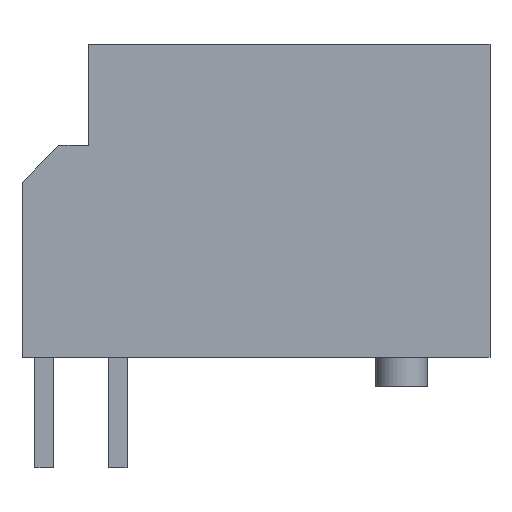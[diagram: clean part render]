
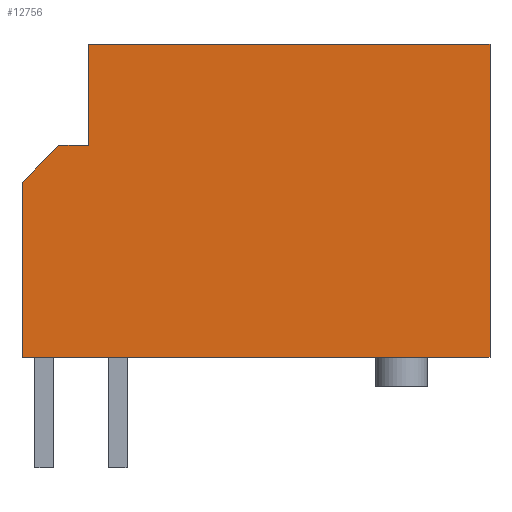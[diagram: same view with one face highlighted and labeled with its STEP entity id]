
A CAD part, left-side view. The second image highlights one B-rep face of the part: STEP entity #12756.
In plain terms, the highlighted planar face has unit normal (-1, 0, 0).
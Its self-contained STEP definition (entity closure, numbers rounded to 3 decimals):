
#2938 = PLANE('',#2939);
#2939 = AXIS2_PLACEMENT_3D('',#2940,#2941,#2942);
#2940 = CARTESIAN_POINT('',(-2.,-12.1,0.));
#2941 = DIRECTION('',(0.,0.,1.));
#2942 = DIRECTION('',(0.,1.,0.));
#6434 = VERTEX_POINT('',#6435);
#6435 = CARTESIAN_POINT('',(-2.,-12.1,0.));
#6449 = PLANE('',#6450);
#6450 = AXIS2_PLACEMENT_3D('',#6451,#6452,#6453);
#6451 = CARTESIAN_POINT('',(-2.,-12.1,8.5));
#6452 = DIRECTION('',(0.,1.,0.));
#6453 = DIRECTION('',(0.,0.,-1.));
#6461 = EDGE_CURVE('',#6462,#6434,#6464,.T.);
#6462 = VERTEX_POINT('',#6463);
#6463 = CARTESIAN_POINT('',(-2.,0.6,0.));
#6464 = SURFACE_CURVE('',#6465,(#6469,#6476),.PCURVE_S1.);
#6465 = LINE('',#6466,#6467);
#6466 = CARTESIAN_POINT('',(-2.,-12.1,0.));
#6467 = VECTOR('',#6468,1.);
#6468 = DIRECTION('',(0.,-1.,0.));
#6469 = PCURVE('',#2938,#6470);
#6470 = DEFINITIONAL_REPRESENTATION('',(#6471),#6475);
#6471 = LINE('',#6472,#6473);
#6472 = CARTESIAN_POINT('',(0.,0.));
#6473 = VECTOR('',#6474,1.);
#6474 = DIRECTION('',(-1.,0.));
#6475 = ( GEOMETRIC_REPRESENTATION_CONTEXT(2) 
PARAMETRIC_REPRESENTATION_CONTEXT() REPRESENTATION_CONTEXT('2D SPACE',''
  ) );
#6476 = PCURVE('',#6477,#6482);
#6477 = PLANE('',#6478);
#6478 = AXIS2_PLACEMENT_3D('',#6479,#6480,#6481);
#6479 = CARTESIAN_POINT('',(-2.,0.6,8.5));
#6480 = DIRECTION('',(-1.,0.,0.));
#6481 = DIRECTION('',(0.,0.,-1.));
#6482 = DEFINITIONAL_REPRESENTATION('',(#6483),#6487);
#6483 = LINE('',#6484,#6485);
#6484 = CARTESIAN_POINT('',(8.5,12.7));
#6485 = VECTOR('',#6486,1.);
#6486 = DIRECTION('',(0.,1.));
#6487 = ( GEOMETRIC_REPRESENTATION_CONTEXT(2) 
PARAMETRIC_REPRESENTATION_CONTEXT() REPRESENTATION_CONTEXT('2D SPACE',''
  ) );
#6505 = PLANE('',#6506);
#6506 = AXIS2_PLACEMENT_3D('',#6507,#6508,#6509);
#6507 = CARTESIAN_POINT('',(-2.,0.6,4.75));
#6508 = DIRECTION('',(0.,-1.,0.));
#6509 = DIRECTION('',(0.,0.,1.));
#8995 = PLANE('',#8996);
#8996 = AXIS2_PLACEMENT_3D('',#8997,#8998,#8999);
#8997 = CARTESIAN_POINT('',(-2.,-1.2,5.75));
#8998 = DIRECTION('',(0.,-1.,0.));
#8999 = DIRECTION('',(0.,0.,1.));
#10660 = PLANE('',#10661);
#10661 = AXIS2_PLACEMENT_3D('',#10662,#10663,#10664);
#10662 = CARTESIAN_POINT('',(-2.,0.6,4.75));
#10663 = DIRECTION('',(0.,-0.707,
    -0.707));
#10664 = DIRECTION('',(0.,-0.707,
    0.707));
#10688 = PLANE('',#10689);
#10689 = AXIS2_PLACEMENT_3D('',#10690,#10691,#10692);
#10690 = CARTESIAN_POINT('',(-2.,-0.4,5.75));
#10691 = DIRECTION('',(0.,0.,-1.));
#10692 = DIRECTION('',(0.,-1.,0.));
#12084 = PLANE('',#12085);
#12085 = AXIS2_PLACEMENT_3D('',#12086,#12087,#12088);
#12086 = CARTESIAN_POINT('',(-2.,-12.1,8.5));
#12087 = DIRECTION('',(0.,0.,-1.));
#12088 = DIRECTION('',(0.,-1.,0.));
#12399 = VERTEX_POINT('',#12400);
#12400 = CARTESIAN_POINT('',(-2.,0.6,4.75));
#12423 = EDGE_CURVE('',#12399,#6462,#12424,.T.);
#12424 = SURFACE_CURVE('',#12425,(#12429,#12436),.PCURVE_S1.);
#12425 = LINE('',#12426,#12427);
#12426 = CARTESIAN_POINT('',(-2.,0.6,4.75));
#12427 = VECTOR('',#12428,1.);
#12428 = DIRECTION('',(0.,0.,-1.));
#12429 = PCURVE('',#6505,#12430);
#12430 = DEFINITIONAL_REPRESENTATION('',(#12431),#12435);
#12431 = LINE('',#12432,#12433);
#12432 = CARTESIAN_POINT('',(0.,0.));
#12433 = VECTOR('',#12434,1.);
#12434 = DIRECTION('',(-1.,0.));
#12435 = ( GEOMETRIC_REPRESENTATION_CONTEXT(2) 
PARAMETRIC_REPRESENTATION_CONTEXT() REPRESENTATION_CONTEXT('2D SPACE',''
  ) );
#12436 = PCURVE('',#6477,#12437);
#12437 = DEFINITIONAL_REPRESENTATION('',(#12438),#12442);
#12438 = LINE('',#12439,#12440);
#12439 = CARTESIAN_POINT('',(3.75,0.));
#12440 = VECTOR('',#12441,1.);
#12441 = DIRECTION('',(1.,0.));
#12442 = ( GEOMETRIC_REPRESENTATION_CONTEXT(2) 
PARAMETRIC_REPRESENTATION_CONTEXT() REPRESENTATION_CONTEXT('2D SPACE',''
  ) );
#12506 = VERTEX_POINT('',#12507);
#12507 = CARTESIAN_POINT('',(-2.,-12.1,8.5));
#12528 = EDGE_CURVE('',#6434,#12506,#12529,.T.);
#12529 = SURFACE_CURVE('',#12530,(#12534,#12541),.PCURVE_S1.);
#12530 = LINE('',#12531,#12532);
#12531 = CARTESIAN_POINT('',(-2.,-12.1,8.5));
#12532 = VECTOR('',#12533,1.);
#12533 = DIRECTION('',(0.,0.,1.));
#12534 = PCURVE('',#6449,#12535);
#12535 = DEFINITIONAL_REPRESENTATION('',(#12536),#12540);
#12536 = LINE('',#12537,#12538);
#12537 = CARTESIAN_POINT('',(0.,0.));
#12538 = VECTOR('',#12539,1.);
#12539 = DIRECTION('',(-1.,0.));
#12540 = ( GEOMETRIC_REPRESENTATION_CONTEXT(2) 
PARAMETRIC_REPRESENTATION_CONTEXT() REPRESENTATION_CONTEXT('2D SPACE',''
  ) );
#12541 = PCURVE('',#6477,#12542);
#12542 = DEFINITIONAL_REPRESENTATION('',(#12543),#12547);
#12543 = LINE('',#12544,#12545);
#12544 = CARTESIAN_POINT('',(0.,12.7));
#12545 = VECTOR('',#12546,1.);
#12546 = DIRECTION('',(-1.,0.));
#12547 = ( GEOMETRIC_REPRESENTATION_CONTEXT(2) 
PARAMETRIC_REPRESENTATION_CONTEXT() REPRESENTATION_CONTEXT('2D SPACE',''
  ) );
#12756 = ADVANCED_FACE('',(#12757),#6477,.T.);
#12757 = FACE_BOUND('',#12758,.T.);
#12758 = EDGE_LOOP('',(#12759,#12782,#12805,#12828,#12849,#12850,#12851)
  );
#12759 = ORIENTED_EDGE('',*,*,#12760,.T.);
#12760 = EDGE_CURVE('',#12506,#12761,#12763,.T.);
#12761 = VERTEX_POINT('',#12762);
#12762 = CARTESIAN_POINT('',(-2.,-1.2,8.5));
#12763 = SURFACE_CURVE('',#12764,(#12768,#12775),.PCURVE_S1.);
#12764 = LINE('',#12765,#12766);
#12765 = CARTESIAN_POINT('',(-2.,-12.1,8.5));
#12766 = VECTOR('',#12767,1.);
#12767 = DIRECTION('',(0.,1.,0.));
#12768 = PCURVE('',#6477,#12769);
#12769 = DEFINITIONAL_REPRESENTATION('',(#12770),#12774);
#12770 = LINE('',#12771,#12772);
#12771 = CARTESIAN_POINT('',(0.,12.7));
#12772 = VECTOR('',#12773,1.);
#12773 = DIRECTION('',(0.,-1.));
#12774 = ( GEOMETRIC_REPRESENTATION_CONTEXT(2) 
PARAMETRIC_REPRESENTATION_CONTEXT() REPRESENTATION_CONTEXT('2D SPACE',''
  ) );
#12775 = PCURVE('',#12084,#12776);
#12776 = DEFINITIONAL_REPRESENTATION('',(#12777),#12781);
#12777 = LINE('',#12778,#12779);
#12778 = CARTESIAN_POINT('',(0.,0.));
#12779 = VECTOR('',#12780,1.);
#12780 = DIRECTION('',(-1.,0.));
#12781 = ( GEOMETRIC_REPRESENTATION_CONTEXT(2) 
PARAMETRIC_REPRESENTATION_CONTEXT() REPRESENTATION_CONTEXT('2D SPACE',''
  ) );
#12782 = ORIENTED_EDGE('',*,*,#12783,.T.);
#12783 = EDGE_CURVE('',#12761,#12784,#12786,.T.);
#12784 = VERTEX_POINT('',#12785);
#12785 = CARTESIAN_POINT('',(-2.,-1.2,5.75));
#12786 = SURFACE_CURVE('',#12787,(#12791,#12798),.PCURVE_S1.);
#12787 = LINE('',#12788,#12789);
#12788 = CARTESIAN_POINT('',(-2.,-1.2,5.75));
#12789 = VECTOR('',#12790,1.);
#12790 = DIRECTION('',(0.,0.,-1.));
#12791 = PCURVE('',#6477,#12792);
#12792 = DEFINITIONAL_REPRESENTATION('',(#12793),#12797);
#12793 = LINE('',#12794,#12795);
#12794 = CARTESIAN_POINT('',(2.75,1.8));
#12795 = VECTOR('',#12796,1.);
#12796 = DIRECTION('',(1.,0.));
#12797 = ( GEOMETRIC_REPRESENTATION_CONTEXT(2) 
PARAMETRIC_REPRESENTATION_CONTEXT() REPRESENTATION_CONTEXT('2D SPACE',''
  ) );
#12798 = PCURVE('',#8995,#12799);
#12799 = DEFINITIONAL_REPRESENTATION('',(#12800),#12804);
#12800 = LINE('',#12801,#12802);
#12801 = CARTESIAN_POINT('',(0.,0.));
#12802 = VECTOR('',#12803,1.);
#12803 = DIRECTION('',(-1.,0.));
#12804 = ( GEOMETRIC_REPRESENTATION_CONTEXT(2) 
PARAMETRIC_REPRESENTATION_CONTEXT() REPRESENTATION_CONTEXT('2D SPACE',''
  ) );
#12805 = ORIENTED_EDGE('',*,*,#12806,.T.);
#12806 = EDGE_CURVE('',#12784,#12807,#12809,.T.);
#12807 = VERTEX_POINT('',#12808);
#12808 = CARTESIAN_POINT('',(-2.,-0.4,5.75));
#12809 = SURFACE_CURVE('',#12810,(#12814,#12821),.PCURVE_S1.);
#12810 = LINE('',#12811,#12812);
#12811 = CARTESIAN_POINT('',(-2.,-0.4,5.75));
#12812 = VECTOR('',#12813,1.);
#12813 = DIRECTION('',(0.,1.,0.));
#12814 = PCURVE('',#6477,#12815);
#12815 = DEFINITIONAL_REPRESENTATION('',(#12816),#12820);
#12816 = LINE('',#12817,#12818);
#12817 = CARTESIAN_POINT('',(2.75,1.));
#12818 = VECTOR('',#12819,1.);
#12819 = DIRECTION('',(0.,-1.));
#12820 = ( GEOMETRIC_REPRESENTATION_CONTEXT(2) 
PARAMETRIC_REPRESENTATION_CONTEXT() REPRESENTATION_CONTEXT('2D SPACE',''
  ) );
#12821 = PCURVE('',#10688,#12822);
#12822 = DEFINITIONAL_REPRESENTATION('',(#12823),#12827);
#12823 = LINE('',#12824,#12825);
#12824 = CARTESIAN_POINT('',(0.,0.));
#12825 = VECTOR('',#12826,1.);
#12826 = DIRECTION('',(-1.,0.));
#12827 = ( GEOMETRIC_REPRESENTATION_CONTEXT(2) 
PARAMETRIC_REPRESENTATION_CONTEXT() REPRESENTATION_CONTEXT('2D SPACE',''
  ) );
#12828 = ORIENTED_EDGE('',*,*,#12829,.T.);
#12829 = EDGE_CURVE('',#12807,#12399,#12830,.T.);
#12830 = SURFACE_CURVE('',#12831,(#12835,#12842),.PCURVE_S1.);
#12831 = LINE('',#12832,#12833);
#12832 = CARTESIAN_POINT('',(-2.,0.6,4.75));
#12833 = VECTOR('',#12834,1.);
#12834 = DIRECTION('',(0.,0.707,
    -0.707));
#12835 = PCURVE('',#6477,#12836);
#12836 = DEFINITIONAL_REPRESENTATION('',(#12837),#12841);
#12837 = LINE('',#12838,#12839);
#12838 = CARTESIAN_POINT('',(3.75,0.));
#12839 = VECTOR('',#12840,1.);
#12840 = DIRECTION('',(0.707,-0.707));
#12841 = ( GEOMETRIC_REPRESENTATION_CONTEXT(2) 
PARAMETRIC_REPRESENTATION_CONTEXT() REPRESENTATION_CONTEXT('2D SPACE',''
  ) );
#12842 = PCURVE('',#10660,#12843);
#12843 = DEFINITIONAL_REPRESENTATION('',(#12844),#12848);
#12844 = LINE('',#12845,#12846);
#12845 = CARTESIAN_POINT('',(0.,0.));
#12846 = VECTOR('',#12847,1.);
#12847 = DIRECTION('',(-1.,0.));
#12848 = ( GEOMETRIC_REPRESENTATION_CONTEXT(2) 
PARAMETRIC_REPRESENTATION_CONTEXT() REPRESENTATION_CONTEXT('2D SPACE',''
  ) );
#12849 = ORIENTED_EDGE('',*,*,#12423,.T.);
#12850 = ORIENTED_EDGE('',*,*,#6461,.T.);
#12851 = ORIENTED_EDGE('',*,*,#12528,.T.);
